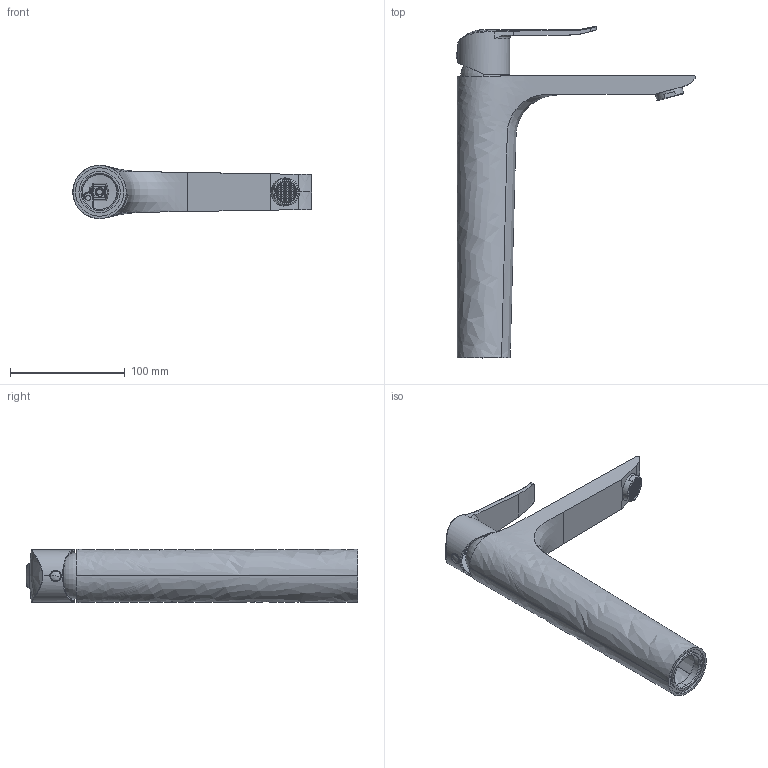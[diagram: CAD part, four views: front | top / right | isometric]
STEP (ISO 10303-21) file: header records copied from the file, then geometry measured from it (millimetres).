
FILE_DESCRIPTION (( 'STEP AP203' ), '1' );
FILE_NAME ('64AP08537.STEP', '2023-10-24T06:03:35', ( '' ), ( '' ), 'SwSTEP 2.0', 'SolidWorks 2021', '' );
FILE_SCHEMA (( 'CONFIG_CONTROL_DESIGN' ));
Products named in the file (1): 64AP08537
Bounding box: 208.53 x 289.35 x 46.36 mm (x, y, z)
Volume: 177540.3 mm3; surface area: 131928.2 mm2
Topology: 6 solids, 6 shells, 1294 faces, 3492 edges, 2246 vertices
Faces by surface type: plane 925, bspline 172, cylinder 144, cone 42, torus 9, sphere 2
Entity records: 174766 total; most frequent: CARTESIAN_POINT 143421, ORIENTED_EDGE 6952, DIRECTION 5627, EDGE_CURVE 3476, LINE 2597, VECTOR 2597, VERTEX_POINT 2246, AXIS2_PLACEMENT_3D 1515
